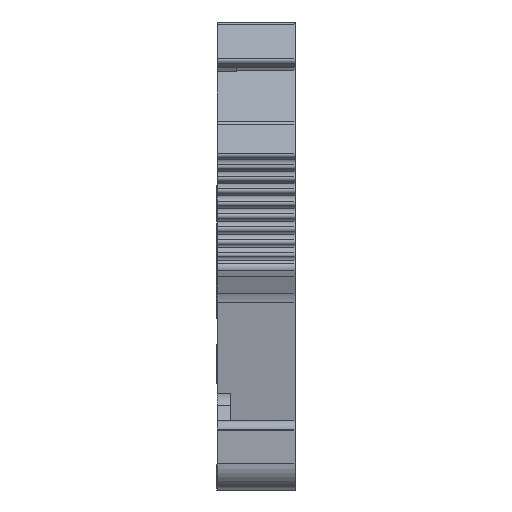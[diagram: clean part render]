
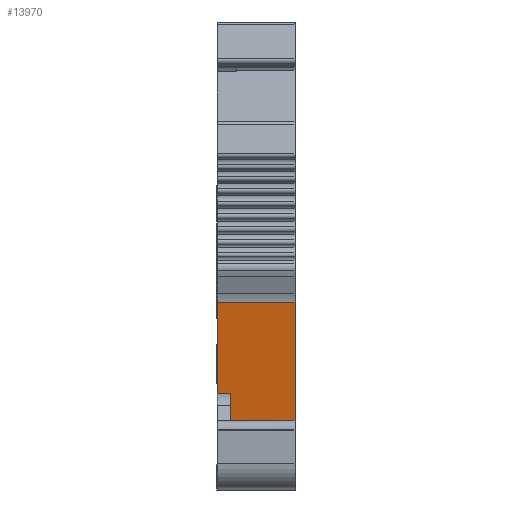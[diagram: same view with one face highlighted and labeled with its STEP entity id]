
A CAD part, left-side view. The second image highlights one B-rep face of the part: STEP entity #13970.
In plain terms, the highlighted planar face has unit normal (-0.986, 0, -0.168).
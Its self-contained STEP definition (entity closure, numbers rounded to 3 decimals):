
#1980=ORIENTED_EDGE('',*,*,#4386,.T.);
#1981=ORIENTED_EDGE('',*,*,#4465,.T.);
#1982=ORIENTED_EDGE('',*,*,#4698,.T.);
#1983=ORIENTED_EDGE('',*,*,#4699,.F.);
#1984=ORIENTED_EDGE('',*,*,#4700,.F.);
#1985=ORIENTED_EDGE('',*,*,#4266,.F.);
#4266=EDGE_CURVE('',#5755,#5756,#6754,.T.);
#4386=EDGE_CURVE('',#5755,#5874,#6796,.T.);
#4465=EDGE_CURVE('',#5874,#5935,#6850,.T.);
#4698=EDGE_CURVE('',#5935,#6067,#7013,.T.);
#4699=EDGE_CURVE('',#6068,#6067,#7014,.T.);
#4700=EDGE_CURVE('',#5756,#6068,#7015,.T.);
#5755=VERTEX_POINT('',#18873);
#5756=VERTEX_POINT('',#18875);
#5874=VERTEX_POINT('',#19113);
#5935=VERTEX_POINT('',#19289);
#6067=VERTEX_POINT('',#19820);
#6068=VERTEX_POINT('',#19824);
#6754=LINE('',#18874,#7776);
#6796=LINE('',#19114,#7818);
#6850=LINE('',#19290,#7872);
#7013=LINE('',#19821,#8035);
#7014=LINE('',#19823,#8036);
#7015=LINE('',#19825,#8037);
#7776=VECTOR('',#15818,1000.);
#7818=VECTOR('',#16018,1000.);
#7872=VECTOR('',#16154,1000.);
#8035=VECTOR('',#16601,1000.);
#8036=VECTOR('',#16604,1000.);
#8037=VECTOR('',#16605,1000.);
#8750=EDGE_LOOP('',(#1980,#1981,#1982,#1983,#1984,#1985));
#9303=FACE_BOUND('',#8750,.T.);
#9797=PLANE('',#14741);
#13970=ADVANCED_FACE('',(#9303),#9797,.T.);
#14741=AXIS2_PLACEMENT_3D('',#19822,#16602,#16603);
#15818=DIRECTION('',(-0.168,0.,0.986));
#16018=DIRECTION('',(0.,-1.,0.));
#16154=DIRECTION('',(0.168,0.,-0.986));
#16601=DIRECTION('',(0.,-1.,0.));
#16602=DIRECTION('',(-0.986,0.,-0.168));
#16603=DIRECTION('',(-0.168,0.,0.986));
#16604=DIRECTION('',(0.168,0.,-0.986));
#16605=DIRECTION('',(0.,-1.,0.));
#18873=CARTESIAN_POINT('',(-44.038,3.3,-10.463));
#18874=CARTESIAN_POINT('',(-44.528,3.3,-7.586));
#18875=CARTESIAN_POINT('',(-45.231,3.3,-3.457));
#19113=CARTESIAN_POINT('',(-44.038,2.3,-10.463));
#19114=CARTESIAN_POINT('',(-44.038,98.547,-10.463));
#19289=CARTESIAN_POINT('',(-43.24,2.3,-15.144));
#19290=CARTESIAN_POINT('',(-44.038,2.3,-10.463));
#19820=CARTESIAN_POINT('',(-43.24,-2.7,-15.144));
#19821=CARTESIAN_POINT('',(-43.24,2.3,-15.144));
#19822=CARTESIAN_POINT('',(-45.231,98.547,-3.457));
#19823=CARTESIAN_POINT('',(-45.231,-2.7,-3.457));
#19824=CARTESIAN_POINT('',(-45.231,-2.7,-3.457));
#19825=CARTESIAN_POINT('',(-45.231,98.547,-3.457));
